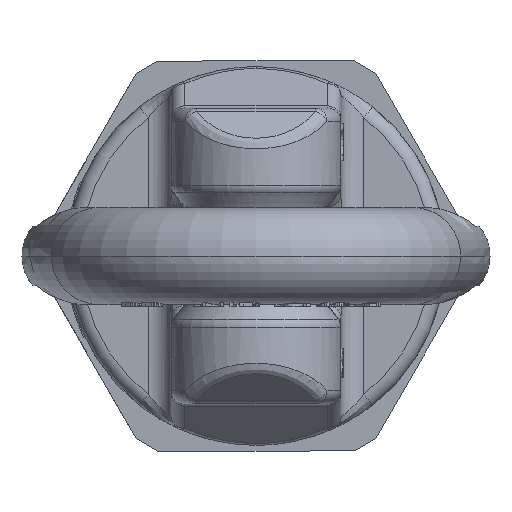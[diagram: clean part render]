
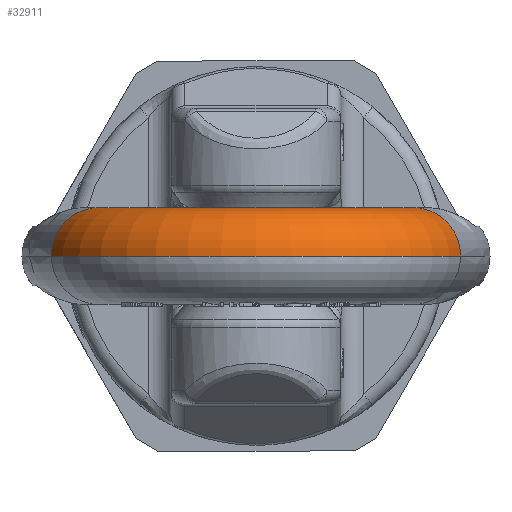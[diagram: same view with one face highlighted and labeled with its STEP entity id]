
A CAD part, left-side view. The second image highlights one B-rep face of the part: STEP entity #32911.
In plain terms, the highlighted toroidal (fillet/blend) face has major radius 35.5 mm and minor radius 10.5 mm.
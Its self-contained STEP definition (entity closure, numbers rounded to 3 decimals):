
#27041=CARTESIAN_POINT('',(-105.,0.,0.));
#27042=DIRECTION('',(0.,0.,1.));
#27043=DIRECTION('',(-0.246,0.969,0.));
#27044=AXIS2_PLACEMENT_3D('',#27041,#27042,#27043);
#28229=CARTESIAN_POINT('',(-113.738,-34.408,0.));
#28230=DIRECTION('',(0.969,-0.246,0.));
#28231=DIRECTION('',(-0.246,-0.969,0.));
#28232=AXIS2_PLACEMENT_3D('',#28229,#28230,#28231);
#28659=CARTESIAN_POINT('',(-113.738,34.408,0.));
#28660=DIRECTION('',(-0.969,-0.246,0.));
#28661=DIRECTION('',(-0.246,0.969,0.));
#28662=AXIS2_PLACEMENT_3D('',#28659,#28660,#28661);
#28664=CARTESIAN_POINT('',(-105.,0.,0.));
#28665=DIRECTION('',(0.,0.,1.));
#28666=DIRECTION('',(-0.246,0.969,0.));
#28667=AXIS2_PLACEMENT_3D('',#28664,#28665,#28666);
#31321=CARTESIAN_POINT('',(-111.154,24.231,0.));
#31322=CARTESIAN_POINT('',(-116.323,44.585,0.));
#31323=VERTEX_POINT('',#31321);
#31324=VERTEX_POINT('',#31322);
#31325=CARTESIAN_POINT('',(-111.154,-24.231,0.));
#31326=CARTESIAN_POINT('',(-116.323,-44.585,0.));
#31327=VERTEX_POINT('',#31325);
#31328=VERTEX_POINT('',#31326);
#32900=CARTESIAN_POINT('',(-105.,0.,0.));
#32901=DIRECTION('',(0.,0.,1.));
#32902=DIRECTION('',(0.246,-0.969,0.));
#32903=AXIS2_PLACEMENT_3D('',#32900,#32901,#32902);
#32904=TOROIDAL_SURFACE('',#32903,35.5,10.5);
#32905=ORIENTED_EDGE('',*,*,#32696,.F.);
#32906=ORIENTED_EDGE('',*,*,#32333,.T.);
#32907=ORIENTED_EDGE('',*,*,#32730,.T.);
#32908=ORIENTED_EDGE('',*,*,#32330,.F.);
#32909=EDGE_LOOP('',(#32905,#32906,#32907,#32908));
#32910=FACE_OUTER_BOUND('',#32909,.F.);
#32911=ADVANCED_FACE('',(#32910),#32904,.T.);
#27045=CIRCLE('',#27044,25.);
#28233=CIRCLE('',#28232,10.5);
#28663=CIRCLE('',#28662,10.5);
#28668=CIRCLE('',#28667,46.);
#32330=EDGE_CURVE('',#31323,#31327,#27045,.T.);
#32333=EDGE_CURVE('',#31324,#31328,#28668,.T.);
#32696=EDGE_CURVE('',#31324,#31323,#28663,.T.);
#32730=EDGE_CURVE('',#31328,#31327,#28233,.T.);
